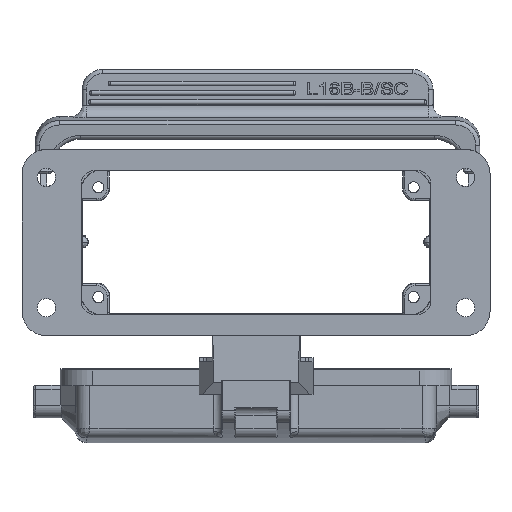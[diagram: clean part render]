
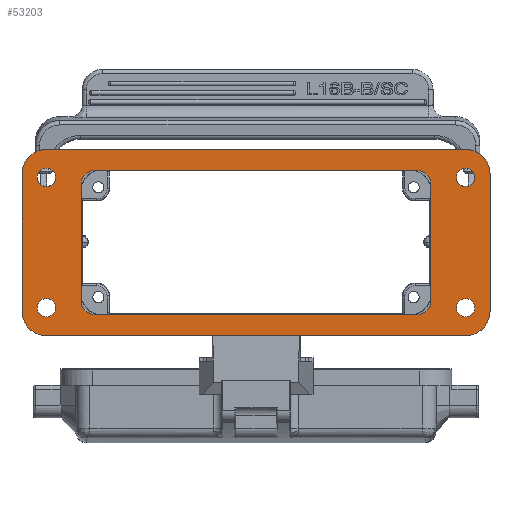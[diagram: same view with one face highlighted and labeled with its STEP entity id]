
A CAD part, front view. The second image highlights one B-rep face of the part: STEP entity #53203.
In plain terms, the highlighted planar face has unit normal (0, -1, -0.009).
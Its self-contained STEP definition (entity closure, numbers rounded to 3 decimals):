
#46390=CARTESIAN_POINT('',(6.,101.143,-41.265));
#46391=DIRECTION('',(0.,1.,0.009));
#46392=DIRECTION('',(0.,0.009,-1.));
#46393=AXIS2_PLACEMENT_3D('',#46390,#46391,#46392);
#46395=DIRECTION('',(0.,-0.009,1.));
#46396=VECTOR('',#46395,33.8);
#46397=CARTESIAN_POINT('',(0.,101.143,-41.265));
#46398=LINE('',#46397,#46396);
#46399=CARTESIAN_POINT('',(6.,100.848,-7.466));
#46400=DIRECTION('',(0.,1.,0.009));
#46401=DIRECTION('',(-1.,0.,0.));
#46402=AXIS2_PLACEMENT_3D('',#46399,#46400,#46401);
#46404=DIRECTION('',(1.,0.,0.));
#46405=VECTOR('',#46404,103.);
#46406=CARTESIAN_POINT('',(6.,100.795,
-1.466));
#46407=LINE('',#46406,#46405);
#46408=CARTESIAN_POINT('',(109.,100.848,-7.466));
#46409=DIRECTION('',(0.,1.,0.009));
#46410=DIRECTION('',(0.,-0.009,1.));
#46411=AXIS2_PLACEMENT_3D('',#46408,#46409,#46410);
#46413=DIRECTION('',(0.,0.009,-1.));
#46414=VECTOR('',#46413,33.8);
#46415=CARTESIAN_POINT('',(115.,100.848,-7.466));
#46416=LINE('',#46415,#46414);
#46417=CARTESIAN_POINT('',(109.,101.143,-41.265));
#46418=DIRECTION('',(0.,1.,0.009));
#46419=DIRECTION('',(1.,0.,0.));
#46420=AXIS2_PLACEMENT_3D('',#46417,#46418,#46419);
#46422=DIRECTION('',(-1.,0.,0.));
#46423=VECTOR('',#46422,103.);
#46424=CARTESIAN_POINT('',(109.,101.195,-47.265));
#46425=LINE('',#46424,#46423);
#46426=CARTESIAN_POINT('',(6.,100.856,-8.366));
#46427=DIRECTION('',(0.,-1.,-0.009));
#46428=DIRECTION('',(-1.,0.,0.));
#46429=AXIS2_PLACEMENT_3D('',#46426,#46427,#46428);
#46431=CARTESIAN_POINT('',(6.,100.856,-8.366));
#46432=DIRECTION('',(0.,-1.,-0.009));
#46433=DIRECTION('',(1.,0.,0.));
#46434=AXIS2_PLACEMENT_3D('',#46431,#46432,#46433);
#46436=CARTESIAN_POINT('',(109.,101.135,-40.365));
#46437=DIRECTION('',(0.,-1.,-0.009));
#46438=DIRECTION('',(-1.,0.,0.));
#46439=AXIS2_PLACEMENT_3D('',#46436,#46437,#46438);
#46441=CARTESIAN_POINT('',(109.,101.135,-40.365));
#46442=DIRECTION('',(0.,-1.,-0.009));
#46443=DIRECTION('',(1.,0.,0.));
#46444=AXIS2_PLACEMENT_3D('',#46441,#46442,#46443);
#46446=CARTESIAN_POINT('',(18.,101.12,-38.615));
#46447=DIRECTION('',(0.,-1.,-0.009));
#46448=DIRECTION('',(-1.,0.,0.));
#46449=AXIS2_PLACEMENT_3D('',#46446,#46447,#46448);
#46451=DIRECTION('',(1.,0.,0.));
#46452=VECTOR('',#46451,79.);
#46453=CARTESIAN_POINT('',(18.,101.15,
-42.115));
#46454=LINE('',#46453,#46452);
#46455=CARTESIAN_POINT('',(97.,101.12,-38.615));
#46456=DIRECTION('',(0.,-1.,-0.009));
#46457=DIRECTION('',(0.,0.009,-1.));
#46458=AXIS2_PLACEMENT_3D('',#46455,#46456,#46457);
#46460=DIRECTION('',(0.,-0.009,1.));
#46461=VECTOR('',#46460,28.5);
#46462=CARTESIAN_POINT('',(100.5,101.12,-38.615));
#46463=LINE('',#46462,#46461);
#46464=CARTESIAN_POINT('',(97.,100.871,-10.116));
#46465=DIRECTION('',(0.,-1.,-0.009));
#46466=DIRECTION('',(1.,0.,0.));
#46467=AXIS2_PLACEMENT_3D('',#46464,#46465,#46466);
#46469=DIRECTION('',(-1.,0.,0.));
#46470=VECTOR('',#46469,79.);
#46471=CARTESIAN_POINT('',(97.,100.84,-6.616));
#46472=LINE('',#46471,#46470);
#46473=CARTESIAN_POINT('',(18.,100.871,-10.116));
#46474=DIRECTION('',(0.,-1.,-0.009));
#46475=DIRECTION('',(0.,-0.009,1.));
#46476=AXIS2_PLACEMENT_3D('',#46473,#46474,#46475);
#46478=DIRECTION('',(0.,0.009,-1.));
#46479=VECTOR('',#46478,28.5);
#46480=CARTESIAN_POINT('',(14.5,100.871,-10.116));
#46481=LINE('',#46480,#46479);
#46482=CARTESIAN_POINT('',(109.,100.856,-8.366));
#46483=DIRECTION('',(0.,-1.,-0.009));
#46484=DIRECTION('',(-1.,0.,0.));
#46485=AXIS2_PLACEMENT_3D('',#46482,#46483,#46484);
#46487=CARTESIAN_POINT('',(109.,100.856,-8.366));
#46488=DIRECTION('',(0.,-1.,-0.009));
#46489=DIRECTION('',(1.,0.,0.));
#46490=AXIS2_PLACEMENT_3D('',#46487,#46488,#46489);
#46492=CARTESIAN_POINT('',(6.,101.135,-40.365));
#46493=DIRECTION('',(0.,-1.,-0.009));
#46494=DIRECTION('',(-1.,0.,0.));
#46495=AXIS2_PLACEMENT_3D('',#46492,#46493,#46494);
#46497=CARTESIAN_POINT('',(6.,101.135,-40.365));
#46498=DIRECTION('',(0.,-1.,-0.009));
#46499=DIRECTION('',(1.,0.,0.));
#46500=AXIS2_PLACEMENT_3D('',#46497,#46498,#46499);
#50157=CARTESIAN_POINT('',(6.,101.195,
-47.265));
#50158=CARTESIAN_POINT('',(0.,101.143,-41.265));
#50159=VERTEX_POINT('',#50157);
#50160=VERTEX_POINT('',#50158);
#50161=CARTESIAN_POINT('',(0.,100.848,-7.466));
#50162=VERTEX_POINT('',#50161);
#50163=CARTESIAN_POINT('',(6.,100.795,
-1.466));
#50164=VERTEX_POINT('',#50163);
#50165=CARTESIAN_POINT('',(109.,100.795,-1.466));
#50166=VERTEX_POINT('',#50165);
#50167=CARTESIAN_POINT('',(115.,100.848,-7.466));
#50168=VERTEX_POINT('',#50167);
#50169=CARTESIAN_POINT('',(115.,101.143,-41.265));
#50170=VERTEX_POINT('',#50169);
#50171=CARTESIAN_POINT('',(109.,101.195,-47.265));
#50172=VERTEX_POINT('',#50171);
#50173=CARTESIAN_POINT('',(3.75,100.856,-8.366));
#50174=CARTESIAN_POINT('',(8.25,100.856,-8.366));
#50175=VERTEX_POINT('',#50173);
#50176=VERTEX_POINT('',#50174);
#50177=CARTESIAN_POINT('',(106.75,101.135,-40.365));
#50178=CARTESIAN_POINT('',(111.25,101.135,-40.365));
#50179=VERTEX_POINT('',#50177);
#50180=VERTEX_POINT('',#50178);
#50181=CARTESIAN_POINT('',(14.5,101.12,-38.615));
#50182=CARTESIAN_POINT('',(18.,101.15,
-42.115));
#50183=VERTEX_POINT('',#50181);
#50184=VERTEX_POINT('',#50182);
#50185=CARTESIAN_POINT('',(97.,101.15,
-42.115));
#50186=VERTEX_POINT('',#50185);
#50187=CARTESIAN_POINT('',(100.5,101.12,-38.615));
#50188=VERTEX_POINT('',#50187);
#50189=CARTESIAN_POINT('',(100.5,100.871,-10.116));
#50190=VERTEX_POINT('',#50189);
#50191=CARTESIAN_POINT('',(97.,100.84,
-6.616));
#50192=VERTEX_POINT('',#50191);
#50193=CARTESIAN_POINT('',(18.,100.84,-6.616));
#50194=VERTEX_POINT('',#50193);
#50195=CARTESIAN_POINT('',(14.5,100.871,-10.116));
#50196=VERTEX_POINT('',#50195);
#50197=CARTESIAN_POINT('',(106.75,100.856,-8.366));
#50198=CARTESIAN_POINT('',(111.25,100.856,-8.366));
#50199=VERTEX_POINT('',#50197);
#50200=VERTEX_POINT('',#50198);
#50201=CARTESIAN_POINT('',(3.75,101.135,-40.365));
#50202=CARTESIAN_POINT('',(8.25,101.135,-40.365));
#50203=VERTEX_POINT('',#50201);
#50204=VERTEX_POINT('',#50202);
#53139=CARTESIAN_POINT('',(57.5,100.995,-24.366));
#53140=DIRECTION('',(0.,1.,0.009));
#53141=DIRECTION('',(1.,0.,0.));
#53142=AXIS2_PLACEMENT_3D('',#53139,#53140,#53141);
#53143=PLANE('',#53142);
#53144=ORIENTED_EDGE('',*,*,#53129,.T.);
#53146=ORIENTED_EDGE('',*,*,#53145,.T.);
#53148=ORIENTED_EDGE('',*,*,#53147,.T.);
#53150=ORIENTED_EDGE('',*,*,#53149,.T.);
#53152=ORIENTED_EDGE('',*,*,#53151,.T.);
#53154=ORIENTED_EDGE('',*,*,#53153,.T.);
#53156=ORIENTED_EDGE('',*,*,#53155,.T.);
#53158=ORIENTED_EDGE('',*,*,#53157,.T.);
#53159=EDGE_LOOP('',(#53144,#53146,#53148,#53150,#53152,#53154,#53156,#53158));
#53160=FACE_OUTER_BOUND('',#53159,.F.);
#53162=ORIENTED_EDGE('',*,*,#53161,.T.);
#53164=ORIENTED_EDGE('',*,*,#53163,.T.);
#53165=EDGE_LOOP('',(#53162,#53164));
#53166=FACE_BOUND('',#53165,.F.);
#53168=ORIENTED_EDGE('',*,*,#53167,.T.);
#53170=ORIENTED_EDGE('',*,*,#53169,.T.);
#53171=EDGE_LOOP('',(#53168,#53170));
#53172=FACE_BOUND('',#53171,.F.);
#53174=ORIENTED_EDGE('',*,*,#53173,.T.);
#53176=ORIENTED_EDGE('',*,*,#53175,.T.);
#53178=ORIENTED_EDGE('',*,*,#53177,.T.);
#53180=ORIENTED_EDGE('',*,*,#53179,.T.);
#53182=ORIENTED_EDGE('',*,*,#53181,.T.);
#53184=ORIENTED_EDGE('',*,*,#53183,.T.);
#53186=ORIENTED_EDGE('',*,*,#53185,.T.);
#53188=ORIENTED_EDGE('',*,*,#53187,.T.);
#53189=EDGE_LOOP('',(#53174,#53176,#53178,#53180,#53182,#53184,#53186,#53188));
#53190=FACE_BOUND('',#53189,.F.);
#53192=ORIENTED_EDGE('',*,*,#53191,.T.);
#53194=ORIENTED_EDGE('',*,*,#53193,.T.);
#53195=EDGE_LOOP('',(#53192,#53194));
#53196=FACE_BOUND('',#53195,.F.);
#53198=ORIENTED_EDGE('',*,*,#53197,.T.);
#53200=ORIENTED_EDGE('',*,*,#53199,.T.);
#53201=EDGE_LOOP('',(#53198,#53200));
#53202=FACE_BOUND('',#53201,.F.);
#46394=CIRCLE('',#46393,6.);
#46403=CIRCLE('',#46402,6.);
#46412=CIRCLE('',#46411,6.);
#46421=CIRCLE('',#46420,6.);
#46430=CIRCLE('',#46429,2.25);
#46435=CIRCLE('',#46434,2.25);
#46440=CIRCLE('',#46439,2.25);
#46445=CIRCLE('',#46444,2.25);
#46450=CIRCLE('',#46449,3.5);
#46459=CIRCLE('',#46458,3.5);
#46468=CIRCLE('',#46467,3.5);
#46477=CIRCLE('',#46476,3.5);
#46486=CIRCLE('',#46485,2.25);
#46491=CIRCLE('',#46490,2.25);
#46496=CIRCLE('',#46495,2.25);
#46501=CIRCLE('',#46500,2.25);
#53129=EDGE_CURVE('',#50159,#50160,#46394,.T.);
#53145=EDGE_CURVE('',#50160,#50162,#46398,.T.);
#53147=EDGE_CURVE('',#50162,#50164,#46403,.T.);
#53149=EDGE_CURVE('',#50164,#50166,#46407,.T.);
#53151=EDGE_CURVE('',#50166,#50168,#46412,.T.);
#53153=EDGE_CURVE('',#50168,#50170,#46416,.T.);
#53155=EDGE_CURVE('',#50170,#50172,#46421,.T.);
#53157=EDGE_CURVE('',#50172,#50159,#46425,.T.);
#53161=EDGE_CURVE('',#50175,#50176,#46430,.T.);
#53163=EDGE_CURVE('',#50176,#50175,#46435,.T.);
#53167=EDGE_CURVE('',#50179,#50180,#46440,.T.);
#53169=EDGE_CURVE('',#50180,#50179,#46445,.T.);
#53173=EDGE_CURVE('',#50183,#50184,#46450,.T.);
#53175=EDGE_CURVE('',#50184,#50186,#46454,.T.);
#53177=EDGE_CURVE('',#50186,#50188,#46459,.T.);
#53179=EDGE_CURVE('',#50188,#50190,#46463,.T.);
#53181=EDGE_CURVE('',#50190,#50192,#46468,.T.);
#53183=EDGE_CURVE('',#50192,#50194,#46472,.T.);
#53185=EDGE_CURVE('',#50194,#50196,#46477,.T.);
#53187=EDGE_CURVE('',#50196,#50183,#46481,.T.);
#53191=EDGE_CURVE('',#50199,#50200,#46486,.T.);
#53193=EDGE_CURVE('',#50200,#50199,#46491,.T.);
#53197=EDGE_CURVE('',#50203,#50204,#46496,.T.);
#53199=EDGE_CURVE('',#50204,#50203,#46501,.T.);
#53203=ADVANCED_FACE('',(#53160,#53166,#53172,#53190,#53196,#53202),#53143,.F.);
